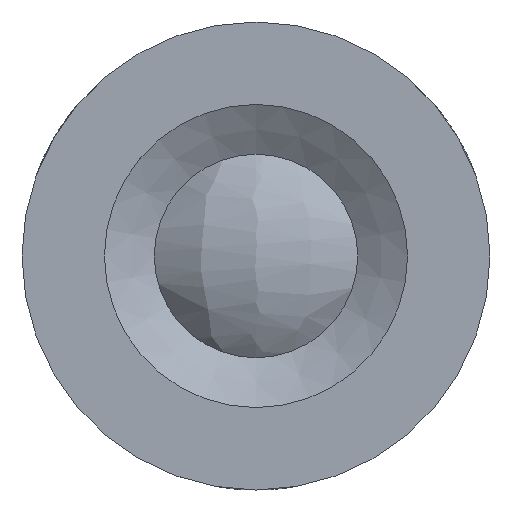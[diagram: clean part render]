
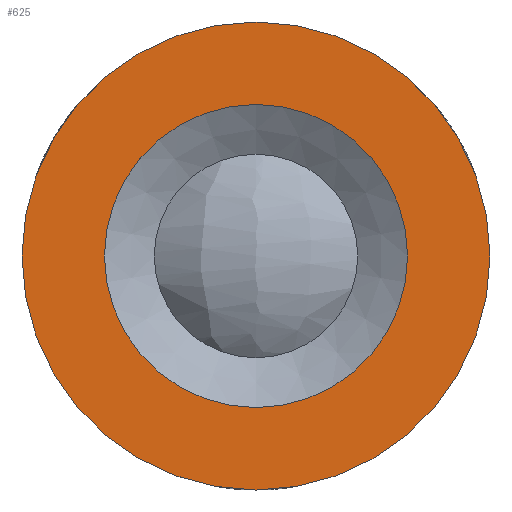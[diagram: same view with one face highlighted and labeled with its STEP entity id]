
A CAD part, left-side view. The second image highlights one B-rep face of the part: STEP entity #625.
In plain terms, the highlighted planar face has unit normal (-1, 0, 0).
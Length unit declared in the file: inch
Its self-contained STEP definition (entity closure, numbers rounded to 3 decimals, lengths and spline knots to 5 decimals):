
#15 = CIRCLE ( 'NONE', #526, 0.55858 ) ;
#17 = ORIENTED_EDGE ( 'NONE', *, *, #78, .F. ) ;
#34 = VERTEX_POINT ( 'NONE', #474 ) ;
#78 = EDGE_CURVE ( 'NONE', #335, #335, #89, .T. ) ;
#89 = CIRCLE ( 'NONE', #341, 0.8625 ) ;
#100 = EDGE_LOOP ( 'NONE', ( #549 ) ) ;
#122 = DIRECTION ( 'NONE',  ( 1., 0., 0. ) ) ;
#133 = DIRECTION ( 'NONE',  ( 0., 0., -1. ) ) ;
#188 = CARTESIAN_POINT ( 'NONE',  ( -3.375, 0., 0. ) ) ;
#192 = FACE_BOUND ( 'NONE', #100, .T. ) ;
#250 = PLANE ( 'NONE',  #702 ) ;
#264 = EDGE_CURVE ( 'NONE', #34, #34, #15, .T. ) ;
#335 = VERTEX_POINT ( 'NONE', #407 ) ;
#341 = AXIS2_PLACEMENT_3D ( 'NONE', #394, #397, #133 ) ;
#380 = CARTESIAN_POINT ( 'NONE',  ( -3.375, 0., 0. ) ) ;
#387 = DIRECTION ( 'NONE',  ( 0., 0., 1. ) ) ;
#394 = CARTESIAN_POINT ( 'NONE',  ( -3.375, 0., 0. ) ) ;
#397 = DIRECTION ( 'NONE',  ( 1., 0., 0. ) ) ;
#407 = CARTESIAN_POINT ( 'NONE',  ( -3.375, 0., -0.8625 ) ) ;
#474 = CARTESIAN_POINT ( 'NONE',  ( -3.375, 0., 0.55858 ) ) ;
#526 = AXIS2_PLACEMENT_3D ( 'NONE', #380, #122, #387 ) ;
#546 = DIRECTION ( 'NONE',  ( 0., 0., 1. ) ) ;
#549 = ORIENTED_EDGE ( 'NONE', *, *, #264, .T. ) ;
#625 = ADVANCED_FACE ( 'NONE', ( #192, #825 ), #250, .T. ) ;
#667 = DIRECTION ( 'NONE',  ( -1., 0., 0. ) ) ;
#702 = AXIS2_PLACEMENT_3D ( 'NONE', #188, #667, #546 ) ;
#793 = EDGE_LOOP ( 'NONE', ( #17 ) ) ;
#825 = FACE_OUTER_BOUND ( 'NONE', #793, .T. ) ;
